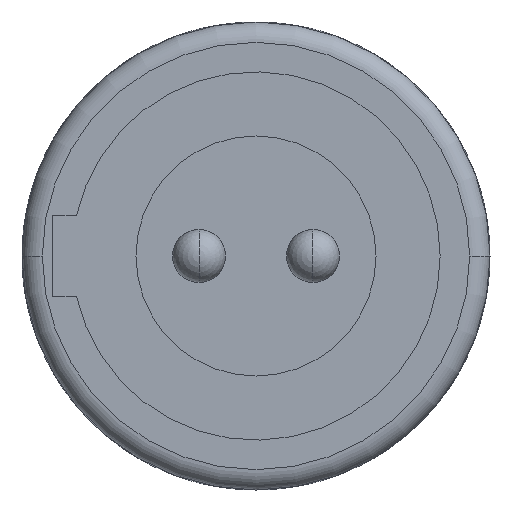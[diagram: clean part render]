
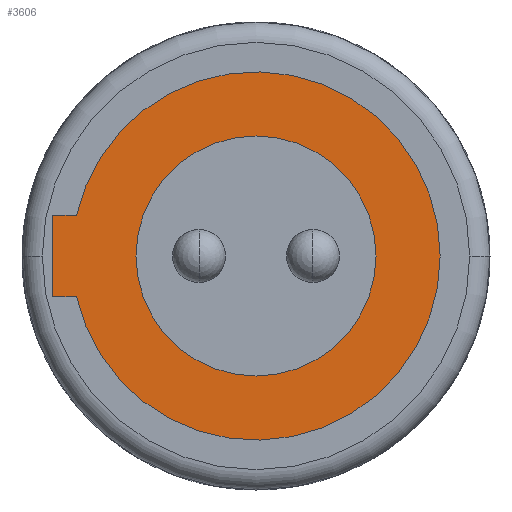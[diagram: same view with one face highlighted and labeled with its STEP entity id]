
A CAD part, left-side view. The second image highlights one B-rep face of the part: STEP entity #3606.
In plain terms, the highlighted planar face has unit normal (-1, 0, 0).
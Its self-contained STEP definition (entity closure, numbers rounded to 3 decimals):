
#1=DIRECTION('',(0.,1.,0.));
#2=VECTOR('',#1,0.587);
#3=CARTESIAN_POINT('',(0.,4.413,-1.));
#4=LINE('',#3,#2);
#5=DIRECTION('',(0.,0.,1.));
#6=VECTOR('',#5,2.);
#7=CARTESIAN_POINT('',(0.,5.,-1.));
#8=LINE('',#7,#6);
#9=DIRECTION('',(0.,-1.,0.));
#10=VECTOR('',#9,0.587);
#11=CARTESIAN_POINT('',(0.,5.,1.));
#12=LINE('',#11,#10);
#13=CARTESIAN_POINT('',(0.,0.,0.));
#14=DIRECTION('',(1.,0.,0.));
#15=DIRECTION('',(0.,0.,-1.));
#16=AXIS2_PLACEMENT_3D('',#13,#14,#15);
#18=CARTESIAN_POINT('',(0.,0.,0.));
#19=DIRECTION('',(1.,0.,0.));
#20=DIRECTION('',(0.,0.,1.));
#21=AXIS2_PLACEMENT_3D('',#18,#19,#20);
#32=CARTESIAN_POINT('',(0.,0.,0.));
#33=DIRECTION('',(-1.,0.,0.));
#34=DIRECTION('',(0.,0.975,-0.221));
#35=AXIS2_PLACEMENT_3D('',#32,#33,#34);
#3287=CARTESIAN_POINT('',(0.,0.,-2.95));
#3288=VERTEX_POINT('',#3287);
#3289=CARTESIAN_POINT('',(0.,0.,2.95));
#3290=VERTEX_POINT('',#3289);
#3387=CARTESIAN_POINT('',(0.,5.,-1.));
#3388=CARTESIAN_POINT('',(0.,5.,1.));
#3389=VERTEX_POINT('',#3387);
#3390=VERTEX_POINT('',#3388);
#3391=CARTESIAN_POINT('',(0.,4.413,-1.));
#3392=VERTEX_POINT('',#3391);
#3393=CARTESIAN_POINT('',(0.,4.413,1.));
#3394=VERTEX_POINT('',#3393);
#3585=CARTESIAN_POINT('',(0.,0.,0.));
#3586=DIRECTION('',(1.,0.,0.));
#3587=DIRECTION('',(0.,0.,-1.));
#3588=AXIS2_PLACEMENT_3D('',#3585,#3586,#3587);
#3589=PLANE('',#3588);
#3591=ORIENTED_EDGE('',*,*,#3590,.F.);
#3593=ORIENTED_EDGE('',*,*,#3592,.T.);
#3595=ORIENTED_EDGE('',*,*,#3594,.T.);
#3597=ORIENTED_EDGE('',*,*,#3596,.T.);
#3598=EDGE_LOOP('',(#3591,#3593,#3595,#3597));
#3599=FACE_OUTER_BOUND('',#3598,.F.);
#3601=ORIENTED_EDGE('',*,*,#3600,.F.);
#3603=ORIENTED_EDGE('',*,*,#3602,.F.);
#3604=EDGE_LOOP('',(#3601,#3603));
#3605=FACE_BOUND('',#3604,.F.);
#3606=ADVANCED_FACE('',(#3599,#3605),#3589,.F.);
#17=CIRCLE('',#16,2.95);
#22=CIRCLE('',#21,2.95);
#36=CIRCLE('',#35,4.525);
#3590=EDGE_CURVE('',#3392,#3394,#36,.T.);
#3592=EDGE_CURVE('',#3392,#3389,#4,.T.);
#3594=EDGE_CURVE('',#3389,#3390,#8,.T.);
#3596=EDGE_CURVE('',#3390,#3394,#12,.T.);
#3600=EDGE_CURVE('',#3288,#3290,#17,.T.);
#3602=EDGE_CURVE('',#3290,#3288,#22,.T.);
